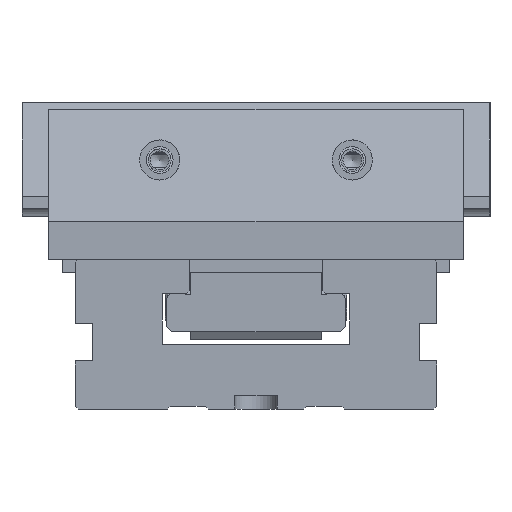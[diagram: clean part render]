
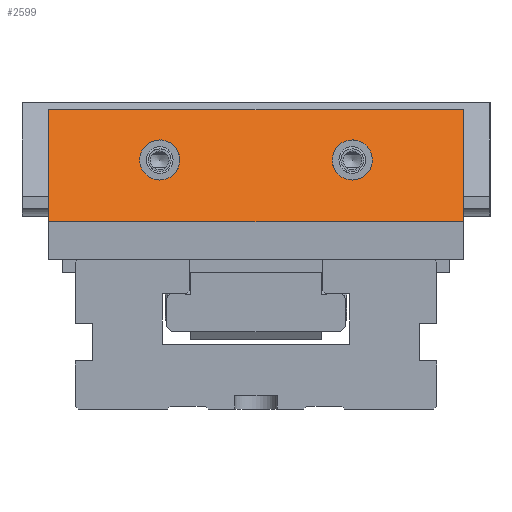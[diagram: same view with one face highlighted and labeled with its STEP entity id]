
A CAD part, left-side view. The second image highlights one B-rep face of the part: STEP entity #2599.
In plain terms, the highlighted planar face has unit normal (-0.924, 0, 0.383).
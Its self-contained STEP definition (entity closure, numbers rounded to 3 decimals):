
#283=PLANE('',#8334);
#657=LINE('',#12046,#1356);
#660=LINE('',#12056,#1359);
#668=LINE('',#12071,#1367);
#685=LINE('',#12117,#1384);
#1356=VECTOR('',#9433,1.);
#1359=VECTOR('',#9442,1.);
#1367=VECTOR('',#9452,1.);
#1384=VECTOR('',#9489,1.);
#2599=ADVANCED_FACE('',(#3233,#3234,#3235),#283,.F.);
#2994=ELLIPSE('',#8308,8.118,7.5);
#2995=ELLIPSE('',#8323,8.118,7.5);
#3233=FACE_BOUND('',#3718,.T.);
#3234=FACE_BOUND('',#3719,.T.);
#3235=FACE_BOUND('',#3720,.T.);
#3718=EDGE_LOOP('',(#4808,#4809,#4810,#4811));
#3719=EDGE_LOOP('',(#4812));
#3720=EDGE_LOOP('',(#4813));
#4808=ORIENTED_EDGE('',*,*,#7255,.T.);
#4809=ORIENTED_EDGE('',*,*,#7268,.T.);
#4810=ORIENTED_EDGE('',*,*,#7260,.T.);
#4811=ORIENTED_EDGE('',*,*,#7292,.T.);
#4812=ORIENTED_EDGE('',*,*,#7312,.F.);
#4813=ORIENTED_EDGE('',*,*,#7306,.F.);
#6411=VERTEX_POINT('',#12047);
#6412=VERTEX_POINT('',#12048);
#6415=VERTEX_POINT('',#12057);
#6416=VERTEX_POINT('',#12058);
#6447=VERTEX_POINT('',#12147);
#6454=VERTEX_POINT('',#12169);
#7255=EDGE_CURVE('',#6411,#6412,#657,.T.);
#7260=EDGE_CURVE('',#6415,#6416,#660,.T.);
#7268=EDGE_CURVE('',#6412,#6415,#668,.T.);
#7292=EDGE_CURVE('',#6416,#6411,#685,.T.);
#7306=EDGE_CURVE('',#6447,#6447,#2994,.T.);
#7312=EDGE_CURVE('',#6454,#6454,#2995,.T.);
#8308=AXIS2_PLACEMENT_3D('',#12146,#9524,#9525);
#8323=AXIS2_PLACEMENT_3D('',#12168,#9554,#9555);
#8334=AXIS2_PLACEMENT_3D('',#12184,#9576,#9577);
#9433=DIRECTION('',(0.,1.,0.));
#9442=DIRECTION('',(0.,-1.,0.));
#9452=DIRECTION('',(-0.383,0.,-0.924));
#9489=DIRECTION('',(0.383,0.,0.924));
#9524=DIRECTION('',(-0.924,0.,0.383));
#9525=DIRECTION('',(0.383,0.,0.924));
#9554=DIRECTION('',(-0.924,0.,0.383));
#9555=DIRECTION('',(0.383,0.,0.924));
#9576=DIRECTION('',(0.924,0.,-0.383));
#9577=DIRECTION('',(0.383,0.,0.924));
#12046=CARTESIAN_POINT('',(17.398,67.5,112.43));
#12047=CARTESIAN_POINT('',(17.398,-10.,112.43));
#12048=CARTESIAN_POINT('',(17.398,145.,112.43));
#12056=CARTESIAN_POINT('',(0.,67.5,70.427));
#12057=CARTESIAN_POINT('',(0.,145.,70.427));
#12058=CARTESIAN_POINT('',(0.,-10.,70.427));
#12071=CARTESIAN_POINT('',(0.992,145.,72.822));
#12117=CARTESIAN_POINT('',(0.992,-10.,72.822));
#12146=CARTESIAN_POINT('',(9.578,103.5,93.55));
#12147=CARTESIAN_POINT('',(12.685,103.5,101.05));
#12168=CARTESIAN_POINT('',(9.578,31.5,93.55));
#12169=CARTESIAN_POINT('',(12.685,31.5,101.05));
#12184=CARTESIAN_POINT('',(19.291,67.5,117.));
